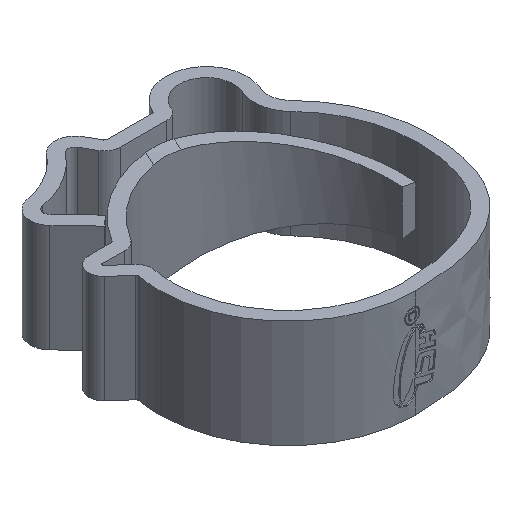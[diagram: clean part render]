
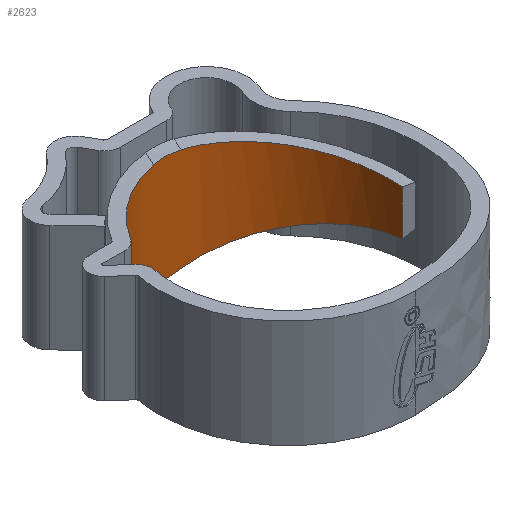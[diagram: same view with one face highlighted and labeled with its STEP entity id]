
A CAD part, isometric view. The second image highlights one B-rep face of the part: STEP entity #2623.
In plain terms, the highlighted cylindrical face has radius 8.5 mm (diameter 17 mm), a partial arc.
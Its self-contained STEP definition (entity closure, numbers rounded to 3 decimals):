
#42 = B_SPLINE_CURVE_WITH_KNOTS ( 'NONE', 3,
 ( #5631, #500, #5672, #575 ),
 .UNSPECIFIED., .F., .F.,
 ( 4, 4 ),
 ( 0., 0.002 ),
 .UNSPECIFIED. ) ;
#69 = DIRECTION ( 'NONE',  ( 0., 0., 1. ) ) ;
#259 = EDGE_CURVE ( 'NONE', #6824, #5827, #5948, .T. ) ;
#281 = ORIENTED_EDGE ( 'NONE', *, *, #1407, .T. ) ;
#411 = CARTESIAN_POINT ( 'NONE',  ( -0.92, 8.483, -4. ) ) ;
#454 = CARTESIAN_POINT ( 'NONE',  ( -0.185, 8.53, -3.946 ) ) ;
#500 = CARTESIAN_POINT ( 'NONE',  ( -0.185, 8.53, 3.946 ) ) ;
#549 = EDGE_CURVE ( 'NONE', #6548, #6584, #2009, .T. ) ;
#575 = CARTESIAN_POINT ( 'NONE',  ( -1.652, 8.338, 4. ) ) ;
#587 = CARTESIAN_POINT ( 'NONE',  ( 0., 0., 4. ) ) ;
#653 = CARTESIAN_POINT ( 'NONE',  ( 0., 0., 4. ) ) ;
#843 = VECTOR ( 'NONE', #4282, 1000. ) ;
#892 = CARTESIAN_POINT ( 'NONE',  ( 5.266, 8.177, 2.934 ) ) ;
#1015 = CARTESIAN_POINT ( 'NONE',  ( 0.548, 8.482, 3.809 ) ) ;
#1040 = CARTESIAN_POINT ( 'NONE',  ( 0., 0., -4. ) ) ;
#1114 = ORIENTED_EDGE ( 'NONE', *, *, #259, .T. ) ;
#1128 = CARTESIAN_POINT ( 'NONE',  ( 0.548, 8.482, -3.809 ) ) ;
#1402 = CARTESIAN_POINT ( 'NONE',  ( -1.652, 8.338, 4. ) ) ;
#1407 = EDGE_CURVE ( 'NONE', #6584, #7091, #7279, .T. ) ;
#1821 = ORIENTED_EDGE ( 'NONE', *, *, #7925, .F. ) ;
#1843 = VERTEX_POINT ( 'NONE', #2488 ) ;
#1971 = CARTESIAN_POINT ( 'NONE',  ( -7.234, 4.463, 4. ) ) ;
#2009 = B_SPLINE_CURVE_WITH_KNOTS ( 'NONE', 3,
 ( #4211, #411, #454, #2375 ),
 .UNSPECIFIED., .F., .F.,
 ( 4, 4 ),
 ( 0., 0.002 ),
 .UNSPECIFIED. ) ;
#2033 = VERTEX_POINT ( 'NONE', #1402 ) ;
#2312 = AXIS2_PLACEMENT_3D ( 'NONE', #653, #69, #3901 ) ;
#2375 = CARTESIAN_POINT ( 'NONE',  ( 0.548, 8.482, -3.809 ) ) ;
#2424 = FACE_OUTER_BOUND ( 'NONE', #6843, .T. ) ;
#2440 = CARTESIAN_POINT ( 'NONE',  ( 5.266, 8.177, -2.934 ) ) ;
#2488 = CARTESIAN_POINT ( 'NONE',  ( -7.234, 4.463, -4. ) ) ;
#2569 = CARTESIAN_POINT ( 'NONE',  ( 8.5, 0., -1.68 ) ) ;
#2623 = ADVANCED_FACE ( 'NONE', ( #2424 ), #7596, .F. ) ;
#2905 = LINE ( 'NONE', #3034, #843 ) ;
#3027 = EDGE_CURVE ( 'NONE', #5827, #2033, #42, .T. ) ;
#3034 = CARTESIAN_POINT ( 'NONE',  ( -7.234, 4.463, 4. ) ) ;
#3115 = ORIENTED_EDGE ( 'NONE', *, *, #4212, .T. ) ;
#3578 = DIRECTION ( 'NONE',  ( 0., 0., 1. ) ) ;
#3634 = CARTESIAN_POINT ( 'NONE',  ( 8.5, 0., 4. ) ) ;
#3789 = CARTESIAN_POINT ( 'NONE',  ( -1.652, 8.338, -4. ) ) ;
#3901 = DIRECTION ( 'NONE',  ( 1., 0., 0. ) ) ;
#3913 = CIRCLE ( 'NONE', #4446, 8.5 ) ;
#4064 = CARTESIAN_POINT ( 'NONE',  ( 8.5, 0., 1.68 ) ) ;
#4072 = EDGE_CURVE ( 'NONE', #7326, #1843, #2905, .T. ) ;
#4211 = CARTESIAN_POINT ( 'NONE',  ( -1.652, 8.338, -4. ) ) ;
#4212 = EDGE_CURVE ( 'NONE', #2033, #7326, #6568, .T. ) ;
#4282 = DIRECTION ( 'NONE',  ( 0., 0., -1. ) ) ;
#4446 = AXIS2_PLACEMENT_3D ( 'NONE', #1040, #3578, #5338 ) ;
#4454 = ORIENTED_EDGE ( 'NONE', *, *, #5180, .F. ) ;
#4530 = CARTESIAN_POINT ( 'NONE',  ( 0.548, 8.482, -3.809 ) ) ;
#5109 = CARTESIAN_POINT ( 'NONE',  ( 8.5, 0., -1.68 ) ) ;
#5180 = EDGE_CURVE ( 'NONE', #6548, #1843, #3913, .T. ) ;
#5338 = DIRECTION ( 'NONE',  ( 1., 0., 0. ) ) ;
#5510 = VECTOR ( 'NONE', #6187, 1000. ) ;
#5631 = CARTESIAN_POINT ( 'NONE',  ( 0.548, 8.482, 3.809 ) ) ;
#5672 = CARTESIAN_POINT ( 'NONE',  ( -0.92, 8.483, 4. ) ) ;
#5827 = VERTEX_POINT ( 'NONE', #6594 ) ;
#5948 =( BOUNDED_CURVE ( )  B_SPLINE_CURVE ( 3, ( #4064, #7858, #892, #1015 ),
 .UNSPECIFIED., .F., .F. ) 
 B_SPLINE_CURVE_WITH_KNOTS ( ( 4, 4 ),
 ( 0.427, 1.933 ),
 .UNSPECIFIED. ) 
 CURVE ( )  GEOMETRIC_REPRESENTATION_ITEM ( )  RATIONAL_B_SPLINE_CURVE ( ( 1., 0.82, 0.82, 1. ) ) 
 REPRESENTATION_ITEM ( '' )  );
#6079 = CARTESIAN_POINT ( 'NONE',  ( 8.5, 0., 1.68 ) ) ;
#6187 = DIRECTION ( 'NONE',  ( 0., 0., -1. ) ) ;
#6548 = VERTEX_POINT ( 'NONE', #3789 ) ;
#6568 = CIRCLE ( 'NONE', #2312, 8.5 ) ;
#6584 = VERTEX_POINT ( 'NONE', #1128 ) ;
#6594 = CARTESIAN_POINT ( 'NONE',  ( 0.548, 8.482, 3.809 ) ) ;
#6824 = VERTEX_POINT ( 'NONE', #6079 ) ;
#6843 = EDGE_LOOP ( 'NONE', ( #4454, #7315, #281, #1821, #1114, #7949, #3115, #6999 ) ) ;
#6921 = DIRECTION ( 'NONE',  ( -1., 0., 0. ) ) ;
#6999 = ORIENTED_EDGE ( 'NONE', *, *, #4072, .T. ) ;
#7091 = VERTEX_POINT ( 'NONE', #2569 ) ;
#7279 =( BOUNDED_CURVE ( )  B_SPLINE_CURVE ( 3, ( #4530, #2440, #7530, #5109 ),
 .UNSPECIFIED., .F., .T. ) 
 B_SPLINE_CURVE_WITH_KNOTS ( ( 4, 4 ),
 ( 1.208, 2.714 ),
 .UNSPECIFIED. ) 
 CURVE ( )  GEOMETRIC_REPRESENTATION_ITEM ( )  RATIONAL_B_SPLINE_CURVE ( ( 1., 0.82, 0.82, 1. ) ) 
 REPRESENTATION_ITEM ( '' )  );
#7315 = ORIENTED_EDGE ( 'NONE', *, *, #549, .T. ) ;
#7326 = VERTEX_POINT ( 'NONE', #1971 ) ;
#7530 = CARTESIAN_POINT ( 'NONE',  ( 8.5, 4.728, -2.068 ) ) ;
#7596 = CYLINDRICAL_SURFACE ( 'NONE', #8191, 8.5 ) ;
#7716 = LINE ( 'NONE', #3634, #5510 ) ;
#7858 = CARTESIAN_POINT ( 'NONE',  ( 8.5, 4.728, 2.068 ) ) ;
#7925 = EDGE_CURVE ( 'NONE', #6824, #7091, #7716, .T. ) ;
#7949 = ORIENTED_EDGE ( 'NONE', *, *, #3027, .T. ) ;
#8191 = AXIS2_PLACEMENT_3D ( 'NONE', #587, #8225, #6921 ) ;
#8225 = DIRECTION ( 'NONE',  ( 0., 0., -1. ) ) ;
